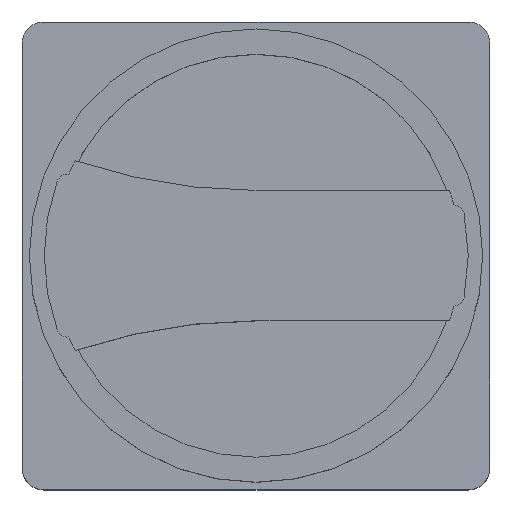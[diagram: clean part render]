
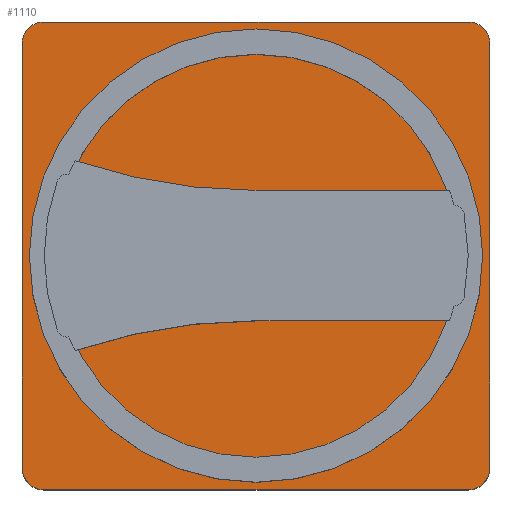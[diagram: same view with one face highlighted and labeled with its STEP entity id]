
A CAD part, top view. The second image highlights one B-rep face of the part: STEP entity #1110.
In plain terms, the highlighted planar face has unit normal (0, 0, 1).
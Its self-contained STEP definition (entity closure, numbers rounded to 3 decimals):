
#844=CARTESIAN_POINT('',(-32.5,-29.501,8.2));
#845=VERTEX_POINT('',#844);
#846=CARTESIAN_POINT('',(-32.5,29.5,8.2));
#847=VERTEX_POINT('',#846);
#848=CARTESIAN_POINT('',(-32.5,-29.501,8.2));
#849=DIRECTION('',(0.0,1.0,0.0));
#850=VECTOR('',#849,59.001);
#851=LINE('',#848,#850);
#852=EDGE_CURVE('',#845,#847,#851,.T.);
#884=CARTESIAN_POINT('',(-29.5,32.5,8.2));
#885=VERTEX_POINT('',#884);
#886=CARTESIAN_POINT('',(-29.5,29.5,8.2));
#887=DIRECTION('',(0.0,0.0,-1.0));
#888=DIRECTION('',(-0.707,0.707,0.0));
#889=AXIS2_PLACEMENT_3D('',#886,#887,#888);
#890=CIRCLE('',#889,3.);
#891=EDGE_CURVE('',#847,#885,#890,.T.);
#917=CARTESIAN_POINT('',(29.5,32.5,8.2));
#918=VERTEX_POINT('',#917);
#919=CARTESIAN_POINT('',(-29.5,32.5,8.2));
#920=DIRECTION('',(1.0,0.0,0.0));
#921=VECTOR('',#920,58.999);
#922=LINE('',#919,#921);
#923=EDGE_CURVE('',#885,#918,#922,.T.);
#948=CARTESIAN_POINT('',(32.5,29.5,8.2));
#949=VERTEX_POINT('',#948);
#950=CARTESIAN_POINT('',(29.5,29.5,8.2));
#951=DIRECTION('',(0.0,0.0,-1.0));
#952=DIRECTION('',(0.707,0.707,0.0));
#953=AXIS2_PLACEMENT_3D('',#950,#951,#952);
#954=CIRCLE('',#953,3.);
#955=EDGE_CURVE('',#918,#949,#954,.T.);
#981=CARTESIAN_POINT('',(32.5,-29.5,8.2));
#982=VERTEX_POINT('',#981);
#983=CARTESIAN_POINT('',(32.5,29.5,8.2));
#984=DIRECTION('',(0.0,-1.0,0.0));
#985=VECTOR('',#984,59.);
#986=LINE('',#983,#985);
#987=EDGE_CURVE('',#949,#982,#986,.T.);
#1012=CARTESIAN_POINT('',(29.5,-32.5,8.2));
#1013=VERTEX_POINT('',#1012);
#1014=CARTESIAN_POINT('',(29.5,-29.5,8.2));
#1015=DIRECTION('',(0.0,0.0,-1.0));
#1016=DIRECTION('',(0.707,-0.707,0.0));
#1017=AXIS2_PLACEMENT_3D('',#1014,#1015,#1016);
#1018=CIRCLE('',#1017,3.);
#1019=EDGE_CURVE('',#982,#1013,#1018,.T.);
#1045=CARTESIAN_POINT('',(-29.5,-32.5,8.2));
#1046=VERTEX_POINT('',#1045);
#1047=CARTESIAN_POINT('',(29.5,-32.5,8.2));
#1048=DIRECTION('',(-1.0,0.0,0.0));
#1049=VECTOR('',#1048,59.);
#1050=LINE('',#1047,#1049);
#1051=EDGE_CURVE('',#1013,#1046,#1050,.T.);
#1076=CARTESIAN_POINT('',(-29.5,-29.5,8.2));
#1077=DIRECTION('',(0.0,0.0,-1.0));
#1078=DIRECTION('',(-0.707,-0.707,0.0));
#1079=AXIS2_PLACEMENT_3D('',#1076,#1077,#1078);
#1080=CIRCLE('',#1079,3.);
#1081=EDGE_CURVE('',#1046,#845,#1080,.T.);
#1095=CARTESIAN_POINT('',(0.,0.,8.2));
#1096=DIRECTION('',(0.0,0.0,1.0));
#1097=DIRECTION('',(1.0,0.0,0.0));
#1098=AXIS2_PLACEMENT_3D('',#1095,#1096,#1097);
#1099=PLANE('',#1098);
#1100=ORIENTED_EDGE('',*,*,#852,.F.);
#1101=ORIENTED_EDGE('',*,*,#1081,.F.);
#1102=ORIENTED_EDGE('',*,*,#1051,.F.);
#1103=ORIENTED_EDGE('',*,*,#1019,.F.);
#1104=ORIENTED_EDGE('',*,*,#987,.F.);
#1105=ORIENTED_EDGE('',*,*,#955,.F.);
#1106=ORIENTED_EDGE('',*,*,#923,.F.);
#1107=ORIENTED_EDGE('',*,*,#891,.F.);
#1108=EDGE_LOOP('',(#1100,#1101,#1102,#1103,#1104,#1105,#1106,#1107));
#1109=FACE_OUTER_BOUND('',#1108,.T.);
#1110=ADVANCED_FACE('',(#1109),#1099,.T.);
